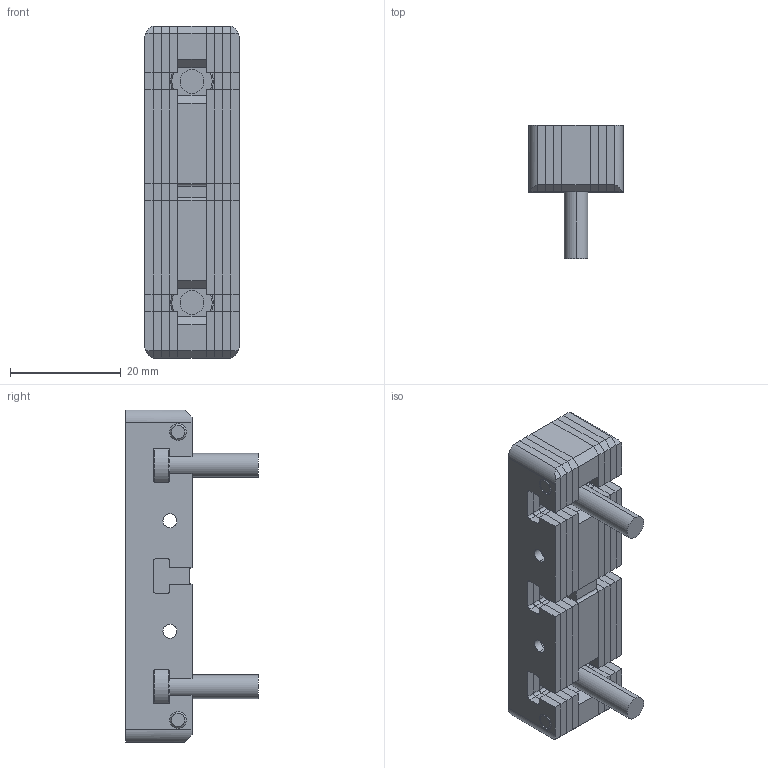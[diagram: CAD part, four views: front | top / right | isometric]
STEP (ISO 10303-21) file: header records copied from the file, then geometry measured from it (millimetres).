
FILE_DESCRIPTION (( 'STEP AP203' ), '1' );
FILE_NAME ('4b37.STEP', '2023-01-11T08:58:16', ( '' ), ( '' ), 'SwSTEP 2.0', 'SolidWorks 2019', '' );
FILE_SCHEMA (( 'CONFIG_CONTROL_DESIGN' ));
Length unit declared in the file: millimetre
Products named in the file (6): 4b37; Lamellar_Gas_Vent_ISGL60 60e7077ac2ba6f56505fc4ed96cccdb0; Lamela_60_R 60e7077ac2ba6f56505fc4ed96cccdb0; Bolt_60 60e7077ac2ba6f56505fc4ed96cccdb0; Pin_60 60e7077ac2ba6f56505fc4ed96cccdb0; Lamela_60 60e7077ac2ba6f56505fc4ed96cccdb0
Assembly tree (11 placements, depth 2):
  4b37
    Lamellar_Gas_Vent_ISGL60 60e7077ac2ba6f56505fc4ed96cccdb0
    Lamela_60 60e7077ac2ba6f56505fc4ed96cccdb0  x4
    Lamela_60_R 60e7077ac2ba6f56505fc4ed96cccdb0  x2
    Bolt_60 60e7077ac2ba6f56505fc4ed96cccdb0  x2
    Pin_60 60e7077ac2ba6f56505fc4ed96cccdb0  x2
Bounding box: 17.04 x 24 x 60 mm (x, y, z)
Volume: 11121.3 mm3; surface area: 15793.1 mm2
Topology: 13 solids, 13 shells, 496 faces, 1388 edges, 920 vertices
Faces by surface type: plane 288, cylinder 192, cone 16
Entity records: 7856 total; most frequent: CARTESIAN_POINT 1241, DIRECTION 1240, ORIENTED_EDGE 1208, EDGE_CURVE 604, LINE 426, VECTOR 426, AXIS2_PLACEMENT_3D 407, VERTEX_POINT 400
